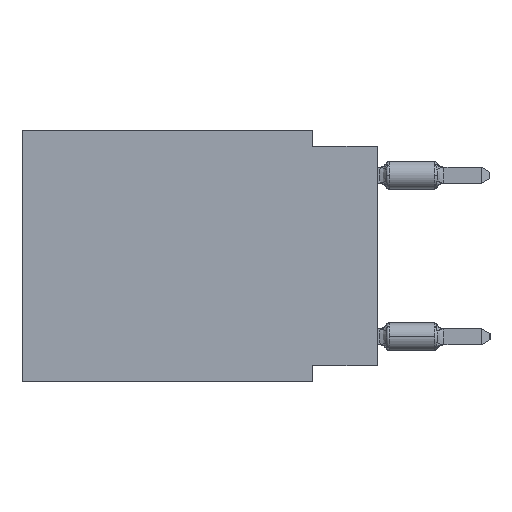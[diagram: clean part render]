
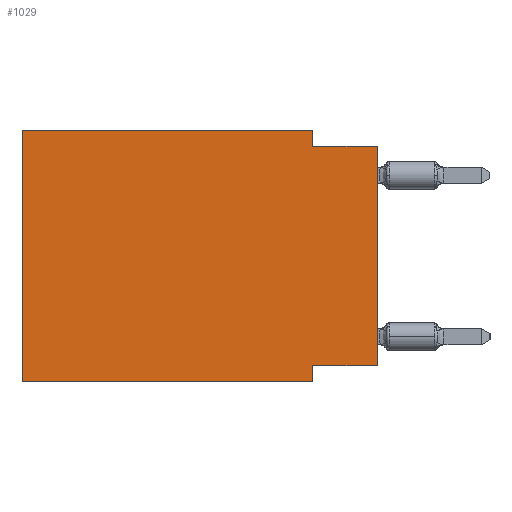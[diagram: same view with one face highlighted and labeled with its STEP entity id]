
A CAD part, left-side view. The second image highlights one B-rep face of the part: STEP entity #1029.
In plain terms, the highlighted planar face has unit normal (-1, 0, 0).
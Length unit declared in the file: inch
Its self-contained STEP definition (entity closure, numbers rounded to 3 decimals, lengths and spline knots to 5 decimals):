
#140 = CARTESIAN_POINT ( 'NONE',  ( 0., 0.55, 0. ) ) ;
#239 = VECTOR ( 'NONE', #18990, 39.37008 ) ;
#384 = FACE_OUTER_BOUND ( 'NONE', #18616, .T. ) ;
#553 = VERTEX_POINT ( 'NONE', #18702 ) ;
#1029 = ADVANCED_FACE ( 'NONE', ( #384 ), #14690, .F. ) ;
#1450 = LINE ( 'NONE', #26849, #22593 ) ;
#1529 = VERTEX_POINT ( 'NONE', #19955 ) ;
#1711 = LINE ( 'NONE', #16719, #24430 ) ;
#2073 = LINE ( 'NONE', #18867, #24819 ) ;
#2648 = EDGE_CURVE ( 'NONE', #16896, #1529, #21228, .T. ) ;
#3705 = EDGE_CURVE ( 'NONE', #24277, #13253, #1450, .T. ) ;
#4145 = DIRECTION ( 'NONE',  ( 0., 0., 1. ) ) ;
#4285 = CARTESIAN_POINT ( 'NONE',  ( 0., 0., -0.025 ) ) ;
#5029 = CARTESIAN_POINT ( 'NONE',  ( 0., 0.55, -0.39 ) ) ;
#5248 = EDGE_CURVE ( 'NONE', #24277, #553, #2073, .T. ) ;
#5825 = EDGE_CURVE ( 'NONE', #15960, #1529, #1711, .T. ) ;
#6376 = VECTOR ( 'NONE', #17125, 39.37008 ) ;
#7022 = EDGE_CURVE ( 'NONE', #24003, #16896, #19656, .T. ) ;
#7025 = VERTEX_POINT ( 'NONE', #9393 ) ;
#7804 = VECTOR ( 'NONE', #25387, 39.37008 ) ;
#8301 = CARTESIAN_POINT ( 'NONE',  ( 0., 0.1, 0. ) ) ;
#8434 = VECTOR ( 'NONE', #14181, 39.37008 ) ;
#8478 = DIRECTION ( 'NONE',  ( 0., -1., 0. ) ) ;
#8549 = DIRECTION ( 'NONE',  ( 0., 0., -1. ) ) ;
#9018 = VECTOR ( 'NONE', #21573, 39.37008 ) ;
#9393 = CARTESIAN_POINT ( 'NONE',  ( 0., 0.1, -0.365 ) ) ;
#10750 = CARTESIAN_POINT ( 'NONE',  ( 0., 0., -0.365 ) ) ;
#10791 = CARTESIAN_POINT ( 'NONE',  ( 0., 0.1, -0.025 ) ) ;
#11112 = ORIENTED_EDGE ( 'NONE', *, *, #2648, .F. ) ;
#11719 = ORIENTED_EDGE ( 'NONE', *, *, #26599, .F. ) ;
#12538 = LINE ( 'NONE', #140, #8434 ) ;
#12845 = CARTESIAN_POINT ( 'NONE',  ( 0., 0.1, -0.39 ) ) ;
#13253 = VERTEX_POINT ( 'NONE', #13396 ) ;
#13396 = CARTESIAN_POINT ( 'NONE',  ( 0., 0.55, 0. ) ) ;
#14106 = EDGE_CURVE ( 'NONE', #15960, #7025, #19085, .T. ) ;
#14181 = DIRECTION ( 'NONE',  ( 0., -1., 0. ) ) ;
#14690 = PLANE ( 'NONE',  #25460 ) ;
#15650 = ORIENTED_EDGE ( 'NONE', *, *, #7022, .F. ) ;
#15960 = VERTEX_POINT ( 'NONE', #23838 ) ;
#16683 = LINE ( 'NONE', #12845, #239 ) ;
#16719 = CARTESIAN_POINT ( 'NONE',  ( 0., 0., 0. ) ) ;
#16896 = VERTEX_POINT ( 'NONE', #10791 ) ;
#17024 = CARTESIAN_POINT ( 'NONE',  ( 0., 0.55, 0. ) ) ;
#17125 = DIRECTION ( 'NONE',  ( 0., -1., 0. ) ) ;
#17128 = ORIENTED_EDGE ( 'NONE', *, *, #3705, .F. ) ;
#17524 = ORIENTED_EDGE ( 'NONE', *, *, #5825, .T. ) ;
#18616 = EDGE_LOOP ( 'NONE', ( #17524, #11112, #15650, #25218, #17128, #25072, #11719, #20431 ) ) ;
#18702 = CARTESIAN_POINT ( 'NONE',  ( 0., 0.1, -0.39 ) ) ;
#18867 = CARTESIAN_POINT ( 'NONE',  ( 0., 0.55, -0.39 ) ) ;
#18990 = DIRECTION ( 'NONE',  ( 0., 0., -1. ) ) ;
#19085 = LINE ( 'NONE', #10750, #7804 ) ;
#19656 = LINE ( 'NONE', #24157, #9018 ) ;
#19955 = CARTESIAN_POINT ( 'NONE',  ( 0., 0., -0.025 ) ) ;
#20431 = ORIENTED_EDGE ( 'NONE', *, *, #14106, .F. ) ;
#20725 = DIRECTION ( 'NONE',  ( 1., 0., 0. ) ) ;
#21228 = LINE ( 'NONE', #4285, #6376 ) ;
#21573 = DIRECTION ( 'NONE',  ( 0., 0., -1. ) ) ;
#22345 = DIRECTION ( 'NONE',  ( 0., 0., 1. ) ) ;
#22593 = VECTOR ( 'NONE', #22345, 39.37008 ) ;
#23838 = CARTESIAN_POINT ( 'NONE',  ( 0., 0., -0.365 ) ) ;
#24003 = VERTEX_POINT ( 'NONE', #8301 ) ;
#24157 = CARTESIAN_POINT ( 'NONE',  ( 0., 0.1, 0. ) ) ;
#24277 = VERTEX_POINT ( 'NONE', #5029 ) ;
#24430 = VECTOR ( 'NONE', #4145, 39.37008 ) ;
#24819 = VECTOR ( 'NONE', #8478, 39.37008 ) ;
#25072 = ORIENTED_EDGE ( 'NONE', *, *, #5248, .T. ) ;
#25218 = ORIENTED_EDGE ( 'NONE', *, *, #25293, .F. ) ;
#25293 = EDGE_CURVE ( 'NONE', #13253, #24003, #12538, .T. ) ;
#25387 = DIRECTION ( 'NONE',  ( 0., 1., 0. ) ) ;
#25460 = AXIS2_PLACEMENT_3D ( 'NONE', #17024, #20725, #8549 ) ;
#26599 = EDGE_CURVE ( 'NONE', #7025, #553, #16683, .T. ) ;
#26849 = CARTESIAN_POINT ( 'NONE',  ( 0., 0.55, 0. ) ) ;
